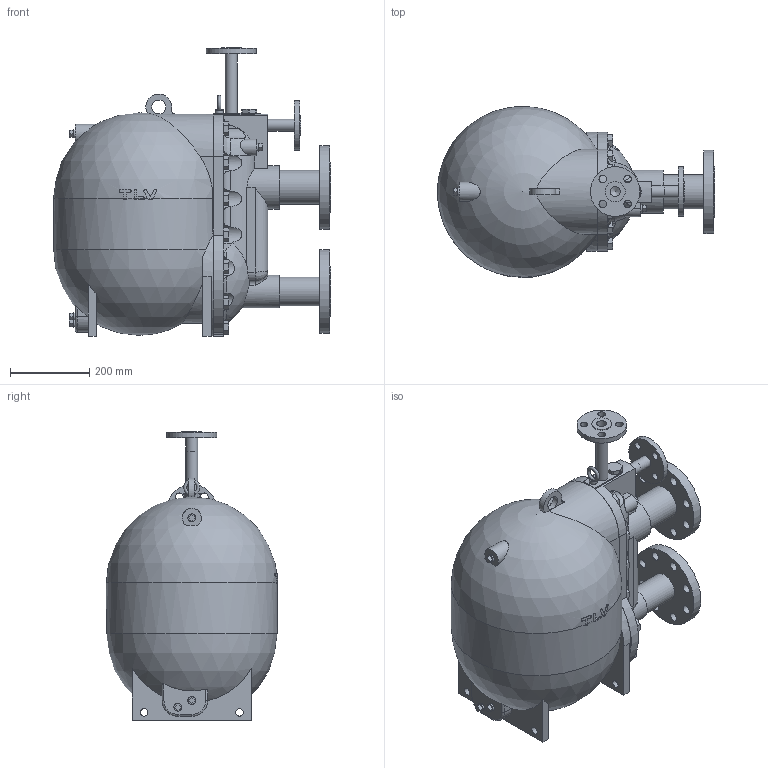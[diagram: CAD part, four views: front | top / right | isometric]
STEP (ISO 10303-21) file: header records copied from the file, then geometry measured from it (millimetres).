
FILE_DESCRIPTION(/* description */ (''),/* implementation_level */ '2;1');
FILE_NAME(/* name */ 'gp100-080-a0300-00.stp',/* time_stamp */ '2019-05-31T10:39:13+09:00',/* author */ ('nakaot'),/* organization */ (''),/* preprocessor_version */ 'ST-DEVELOPER v15.6',/* originating_system */ 'Autodesk Inventor 2015',/* authorisation */ '');
FILE_SCHEMA (('AUTOMOTIVE_DESIGN { 1 0 10303 214 3 1 1 }'));
Length unit declared in the file: millimetre
Products named in the file (1): gp100-080-a0300-00
Bounding box: 697.5 x 431 x 727 mm (x, y, z)
Volume: 147466299.7 mm3; surface area: 3227349.8 mm2
Topology: 4 solids, 8 shells, 398 faces, 1054 edges, 703 vertices
Faces by surface type: plane 237, cylinder 119, torus 14, cone 12, bspline 10, sphere 6
Full cylindrical faces by diameter (mm): 17.5 x1, 19 x4, 19.1 x8, 20 x5, 22.2 x16, 25 x2, 29 x2, 30.162 x1, 30.224 x1, 35 x1, 50 x2, 50.8 x2, 55 x1, 72.04 x1, 82 x1, 83 x1, 85.884 x1, 109 x1, 125 x2, 127 x2, 210 x2
Entity records: 13750 total; most frequent: CARTESIAN_POINT 4300, ORIENTED_EDGE 1892, DIRECTION 1857, EDGE_CURVE 944, AXIS2_PLACEMENT_3D 669, VERTEX_POINT 667, EDGE_LOOP 565, LINE 519
